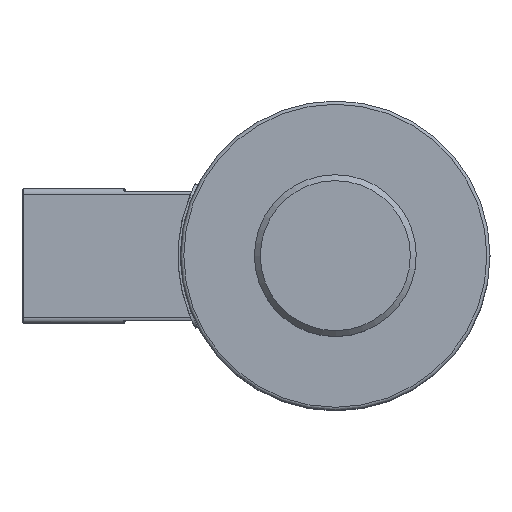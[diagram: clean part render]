
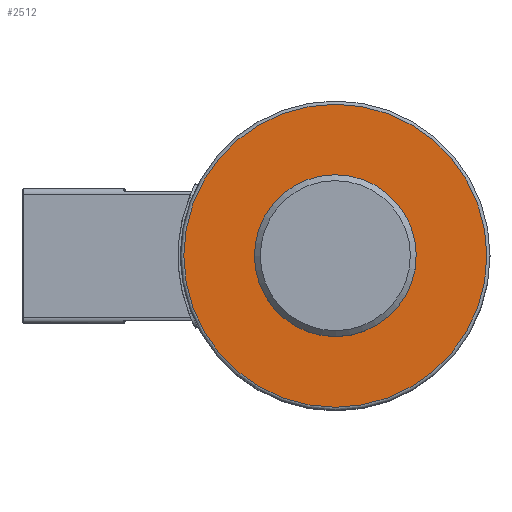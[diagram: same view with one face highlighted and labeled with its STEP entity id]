
A CAD part, top view. The second image highlights one B-rep face of the part: STEP entity #2512.
In plain terms, the highlighted planar face has unit normal (0, 0, 1).
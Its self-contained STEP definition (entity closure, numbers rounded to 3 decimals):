
#456=PLANE('',#2730);
#542=FACE_BOUND('',#794,.T.);
#616=FACE_OUTER_BOUND('',#793,.T.);
#793=EDGE_LOOP('',(#1893));
#794=EDGE_LOOP('',(#1894));
#971=CIRCLE('',#2731,51.5);
#972=CIRCLE('',#2732,27.5);
#1150=VERTEX_POINT('',#4166);
#1151=VERTEX_POINT('',#4168);
#1425=EDGE_CURVE('',#1150,#1150,#971,.T.);
#1426=EDGE_CURVE('',#1151,#1151,#972,.T.);
#1893=ORIENTED_EDGE('',*,*,#1425,.F.);
#1894=ORIENTED_EDGE('',*,*,#1426,.F.);
#2512=ADVANCED_FACE('',(#616,#542),#456,.T.);
#2730=AXIS2_PLACEMENT_3D('',#4165,#3197,#3198);
#2731=AXIS2_PLACEMENT_3D('',#4167,#3199,#3200);
#2732=AXIS2_PLACEMENT_3D('',#4169,#3201,#3202);
#3197=DIRECTION('center_axis',(0.,0.,
1.));
#3198=DIRECTION('ref_axis',(0.,-1.,0.));
#3199=DIRECTION('center_axis',(0.,0.,
-1.));
#3200=DIRECTION('ref_axis',(1.,0.,0.));
#3201=DIRECTION('center_axis',(0.,0.,
1.));
#3202=DIRECTION('ref_axis',(-1.,-0.01,0.));
#4165=CARTESIAN_POINT('Origin',(51.134,0.,
180.01));
#4166=CARTESIAN_POINT('',(51.5,0.,180.01));
#4167=CARTESIAN_POINT('Origin',(0.,0.,
180.01));
#4168=CARTESIAN_POINT('',(27.499,0.264,180.01));
#4169=CARTESIAN_POINT('Origin',(0.,0.,
180.01));
